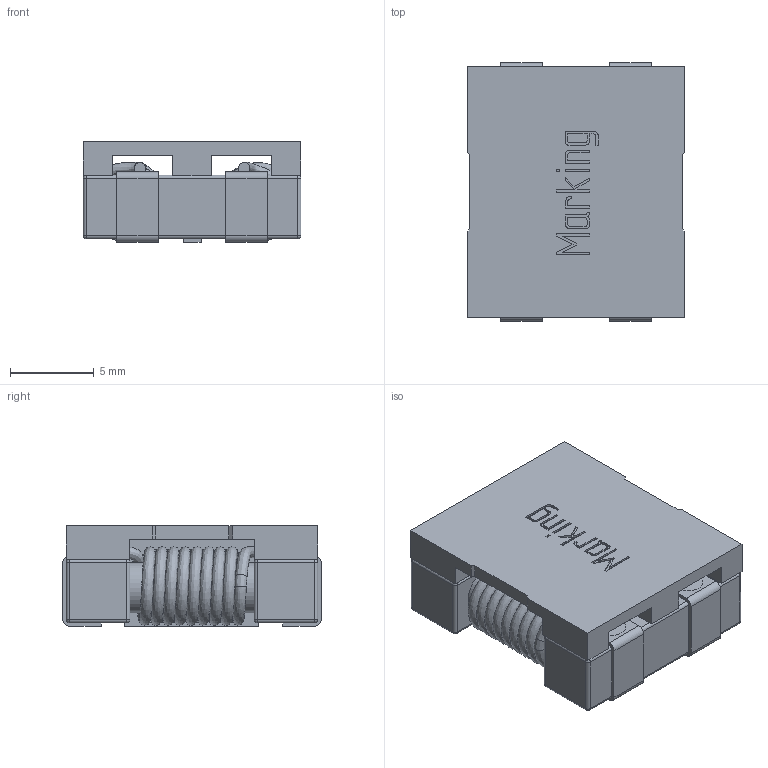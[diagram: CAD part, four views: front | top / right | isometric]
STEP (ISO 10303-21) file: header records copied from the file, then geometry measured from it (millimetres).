
FILE_DESCRIPTION(/* description */ ('Unknown'),/* implementation_level */ '2;1');
FILE_NAME(/* name */ '1513',/* time_stamp */ '2025-03-20T14:37:20+01:00',/* author */ ('Unknown'),/* organization */ ('Unknown'),/* preprocessor_version */ 'ST-DEVELOPER v19.4',/* originating_system */ 'Solid Edge',/* authorisation */ 'Unknown');
FILE_SCHEMA (('AUTOMOTIVE_DESIGN {1 0 10303 214 3 1 1}'));
Length unit declared in the file: millimetre
Products named in the file (8): 1513; Coil holder; Cover; Lödpin; coil left ; Feet; Coil; Zink
Assembly tree (13 placements, depth 2):
  1513
    Coil holder
    Cover
    Lödpin  x4
    coil left 
    Feet
    Coil
    Zink  x4
Bounding box: 13 x 15.4 x 6 mm (x, y, z)
Volume: 834.8 mm3; surface area: 1899.8 mm2
Topology: 13 solids, 13 shells, 289 faces, 702 edges, 419 vertices
Faces by surface type: plane 167, cylinder 66, sphere 24, bspline 20, torus 12
Full cylindrical faces by diameter (mm): 3 x2
Entity records: 9642 total; most frequent: CARTESIAN_POINT 4193, ORIENTED_EDGE 1100, DIRECTION 1016, EDGE_CURVE 550, AXIS2_PLACEMENT_3D 359, VERTEX_POINT 341, LINE 298, VECTOR 298
